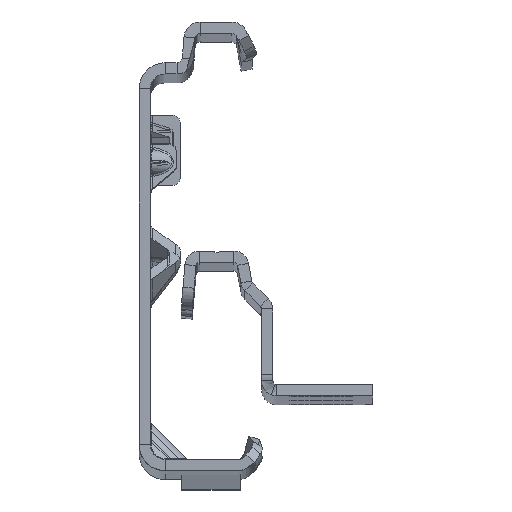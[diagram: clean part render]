
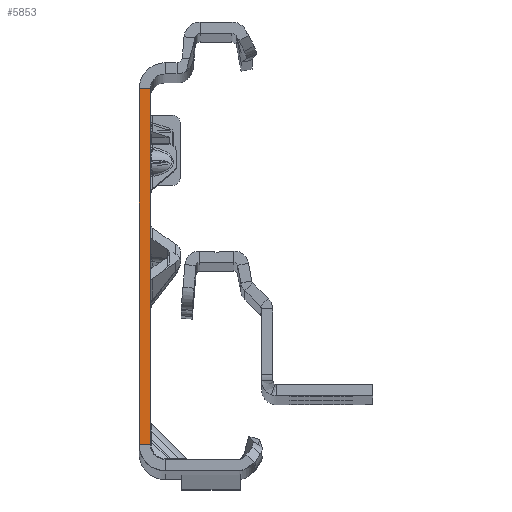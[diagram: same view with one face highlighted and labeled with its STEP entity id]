
A CAD part, top view. The second image highlights one B-rep face of the part: STEP entity #5853.
In plain terms, the highlighted planar face has unit normal (0, 0, 1).
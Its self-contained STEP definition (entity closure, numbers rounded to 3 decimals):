
#146 = EDGE_CURVE ( 'NONE', #27823, #38864, #13301, .T. ) ;
#899 = ORIENTED_EDGE ( 'NONE', *, *, #11891, .T. ) ;
#2144 = ORIENTED_EDGE ( 'NONE', *, *, #38027, .F. ) ;
#5853 = ADVANCED_FACE ( 'NONE', ( #17670 ), #43743, .T. ) ;
#7252 = EDGE_CURVE ( 'NONE', #14379, #38864, #35991, .T. ) ;
#7573 = ORIENTED_EDGE ( 'NONE', *, *, #146, .F. ) ;
#9885 = VERTEX_POINT ( 'NONE', #41911 ) ;
#11891 = EDGE_CURVE ( 'NONE', #9885, #14379, #17228, .T. ) ;
#13290 = CARTESIAN_POINT ( 'NONE',  ( -1.5, 22.135, 0. ) ) ;
#13301 = LINE ( 'NONE', #43071, #31287 ) ;
#14379 = VERTEX_POINT ( 'NONE', #13290 ) ;
#17027 = VECTOR ( 'NONE', #43296, 1000. ) ;
#17162 = CARTESIAN_POINT ( 'NONE',  ( -1.5, -25.865, 0. ) ) ;
#17228 = LINE ( 'NONE', #31132, #17651 ) ;
#17651 = VECTOR ( 'NONE', #20205, 1000. ) ;
#17670 = FACE_OUTER_BOUND ( 'NONE', #21440, .T. ) ;
#18452 = CARTESIAN_POINT ( 'NONE',  ( 0., -25.865, 0. ) ) ;
#20205 = DIRECTION ( 'NONE',  ( -1., 0., 0. ) ) ;
#20845 = DIRECTION ( 'NONE',  ( 1., 0., 0. ) ) ;
#21440 = EDGE_LOOP ( 'NONE', ( #2144, #899, #35096, #7573 ) ) ;
#21838 = DIRECTION ( 'NONE',  ( -1., 0., 0. ) ) ;
#24045 = CARTESIAN_POINT ( 'NONE',  ( -1.5, -27.865, 0. ) ) ;
#27823 = VERTEX_POINT ( 'NONE', #18452 ) ;
#28373 = DIRECTION ( 'NONE',  ( 0., 0., 1. ) ) ;
#28886 = CARTESIAN_POINT ( 'NONE',  ( 0., -27.865, 0. ) ) ;
#31132 = CARTESIAN_POINT ( 'NONE',  ( 0., 22.135, 0. ) ) ;
#31287 = VECTOR ( 'NONE', #21838, 1000. ) ;
#32789 = LINE ( 'NONE', #28886, #39097 ) ;
#35096 = ORIENTED_EDGE ( 'NONE', *, *, #7252, .T. ) ;
#35991 = LINE ( 'NONE', #24045, #17027 ) ;
#38027 = EDGE_CURVE ( 'NONE', #9885, #27823, #32789, .T. ) ;
#38864 = VERTEX_POINT ( 'NONE', #17162 ) ;
#39097 = VECTOR ( 'NONE', #40122, 1000. ) ;
#40122 = DIRECTION ( 'NONE',  ( 0., -1., 0. ) ) ;
#41911 = CARTESIAN_POINT ( 'NONE',  ( 0., 22.135, 0. ) ) ;
#43031 = CARTESIAN_POINT ( 'NONE',  ( -1.5, -27.865, 0. ) ) ;
#43071 = CARTESIAN_POINT ( 'NONE',  ( 0., -25.865, 0. ) ) ;
#43296 = DIRECTION ( 'NONE',  ( 0., -1., 0. ) ) ;
#43743 = PLANE ( 'NONE',  #48358 ) ;
#48358 = AXIS2_PLACEMENT_3D ( 'NONE', #43031, #28373, #20845 ) ;
